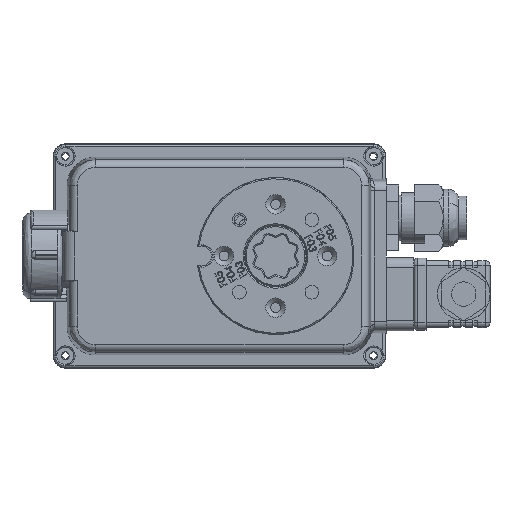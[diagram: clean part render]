
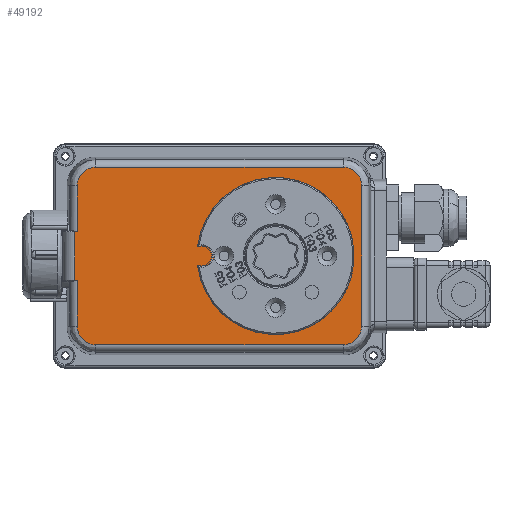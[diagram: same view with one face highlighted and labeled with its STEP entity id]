
A CAD part, front view. The second image highlights one B-rep face of the part: STEP entity #49192.
In plain terms, the highlighted planar face has unit normal (0, -1, 0).
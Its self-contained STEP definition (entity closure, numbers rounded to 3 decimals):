
#977=CIRCLE('',#56089,32.2);
#979=CIRCLE('',#56093,4.05);
#3984=B_SPLINE_CURVE_WITH_KNOTS('',3,(#107252,#107253,#107254,#107255,#107256,
#107257,#107258,#107259,#107260,#107261,#107262,#107263,#107264),
 .UNSPECIFIED.,.F.,.F.,(4,1,1,1,1,1,1,1,1,1,4),(0.,0.125,0.188,0.25,0.375,
0.5,0.625,0.75,0.813,0.875,1.),.UNSPECIFIED.);
#3985=B_SPLINE_CURVE_WITH_KNOTS('',3,(#107287,#107288,#107289,#107290,#107291,
#107292,#107293,#107294,#107295,#107296,#107297,#107298,#107299),
 .UNSPECIFIED.,.F.,.F.,(4,1,1,1,1,1,1,1,1,1,4),(0.,0.125,0.188,0.25,0.375,
0.5,0.625,0.75,0.813,0.875,1.),.UNSPECIFIED.);
#3986=B_SPLINE_CURVE_WITH_KNOTS('',3,(#107323,#107324,#107325,#107326,#107327,
#107328,#107329,#107330,#107331,#107332,#107333,#107334,#107335),
 .UNSPECIFIED.,.F.,.F.,(4,1,1,1,1,1,1,1,1,1,4),(0.,0.125,0.188,0.25,0.375,
0.5,0.625,0.75,0.813,0.875,1.),.UNSPECIFIED.);
#3995=B_SPLINE_CURVE_WITH_KNOTS('',3,(#107603,#107604,#107605,#107606,#107607,
#107608,#107609,#107610,#107611,#107612,#107613,#107614,#107615),
 .UNSPECIFIED.,.F.,.F.,(4,1,1,1,1,1,1,1,1,1,4),(0.,0.125,0.188,0.25,0.375,
0.5,0.625,0.75,0.813,0.875,1.),.UNSPECIFIED.);
#14987=ORIENTED_EDGE('',*,*,#24083,.T.);
#14988=ORIENTED_EDGE('',*,*,#24074,.T.);
#14989=ORIENTED_EDGE('',*,*,#24078,.T.);
#14990=ORIENTED_EDGE('',*,*,#24081,.T.);
#14991=ORIENTED_EDGE('',*,*,#24070,.T.);
#14992=ORIENTED_EDGE('',*,*,#24084,.T.);
#14993=ORIENTED_EDGE('',*,*,#23855,.T.);
#14994=ORIENTED_EDGE('',*,*,#24085,.T.);
#14995=ORIENTED_EDGE('',*,*,#24021,.T.);
#14996=ORIENTED_EDGE('',*,*,#24025,.T.);
#14997=ORIENTED_EDGE('',*,*,#24026,.T.);
#14998=ORIENTED_EDGE('',*,*,#24029,.T.);
#14999=ORIENTED_EDGE('',*,*,#24030,.T.);
#15000=ORIENTED_EDGE('',*,*,#24034,.T.);
#15001=ORIENTED_EDGE('',*,*,#24086,.T.);
#15002=ORIENTED_EDGE('',*,*,#24087,.T.);
#23855=EDGE_CURVE('',#32010,#32008,#37723,.F.);
#24021=EDGE_CURVE('',#32116,#32117,#37779,.T.);
#24025=EDGE_CURVE('',#32117,#32118,#3984,.T.);
#24026=EDGE_CURVE('',#32118,#32119,#37780,.T.);
#24029=EDGE_CURVE('',#32119,#32120,#3985,.T.);
#24030=EDGE_CURVE('',#32120,#32121,#37781,.T.);
#24034=EDGE_CURVE('',#32121,#32122,#3986,.T.);
#24070=EDGE_CURVE('',#32148,#32147,#37791,.T.);
#24074=EDGE_CURVE('',#32152,#32151,#977,.F.);
#24078=EDGE_CURVE('',#32151,#32154,#37796,.T.);
#24081=EDGE_CURVE('',#32154,#32156,#979,.T.);
#24083=EDGE_CURVE('',#32156,#32152,#37799,.T.);
#24084=EDGE_CURVE('',#32147,#32010,#37800,.T.);
#24085=EDGE_CURVE('',#32008,#32116,#37801,.T.);
#24086=EDGE_CURVE('',#32122,#32157,#37802,.T.);
#24087=EDGE_CURVE('',#32157,#32148,#3995,.T.);
#32008=VERTEX_POINT('',#105983);
#32010=VERTEX_POINT('',#105986);
#32116=VERTEX_POINT('',#107230);
#32117=VERTEX_POINT('',#107231);
#32118=VERTEX_POINT('',#107251);
#32119=VERTEX_POINT('',#107267);
#32120=VERTEX_POINT('',#107286);
#32121=VERTEX_POINT('',#107302);
#32122=VERTEX_POINT('',#107322);
#32147=VERTEX_POINT('',#107569);
#32148=VERTEX_POINT('',#107571);
#32151=VERTEX_POINT('',#107578);
#32152=VERTEX_POINT('',#107580);
#32154=VERTEX_POINT('',#107586);
#32156=VERTEX_POINT('',#107592);
#32157=VERTEX_POINT('',#107602);
#37723=LINE('',#105985,#43368);
#37779=LINE('',#107229,#43424);
#37780=LINE('',#107266,#43425);
#37781=LINE('',#107301,#43426);
#37791=LINE('',#107570,#43436);
#37796=LINE('',#107587,#43441);
#37799=LINE('',#107597,#43444);
#37800=LINE('',#107599,#43445);
#37801=LINE('',#107600,#43446);
#37802=LINE('',#107601,#43447);
#43368=VECTOR('',#64593,1000.);
#43424=VECTOR('',#64847,1000.);
#43425=VECTOR('',#64856,1000.);
#43426=VECTOR('',#64863,1000.);
#43436=VECTOR('',#64937,1000.);
#43441=VECTOR('',#64952,1000.);
#43444=VECTOR('',#64965,1000.);
#43445=VECTOR('',#64968,1000.);
#43446=VECTOR('',#64969,1000.);
#43447=VECTOR('',#64970,1000.);
#45278=EDGE_LOOP('',(#14987,#14988,#14989,#14990));
#45279=EDGE_LOOP('',(#14991,#14992,#14993,#14994,#14995,#14996,#14997,#14998,
#14999,#15000,#15001,#15002));
#47114=FACE_BOUND('',#45278,.T.);
#47115=FACE_BOUND('',#45279,.T.);
#47885=PLANE('',#56096);
#49192=ADVANCED_FACE('',(#47114,#47115),#47885,.T.);
#56089=AXIS2_PLACEMENT_3D('',#107579,#64945,#64946);
#56093=AXIS2_PLACEMENT_3D('',#107593,#64958,#64959);
#56096=AXIS2_PLACEMENT_3D('',#107598,#64966,#64967);
#64593=DIRECTION('',(0.,0.,1.));
#64847=DIRECTION('',(0.,0.,-1.));
#64856=DIRECTION('',(1.,0.,0.));
#64863=DIRECTION('',(0.,0.,1.));
#64937=DIRECTION('',(0.,0.,-1.));
#64945=DIRECTION('',(0.,-1.,0.));
#64946=DIRECTION('',(0.,0.,-1.));
#64952=DIRECTION('',(1.,0.,0.));
#64958=DIRECTION('',(0.,-1.,0.));
#64959=DIRECTION('',(0.,0.,-1.));
#64965=DIRECTION('',(-1.,0.,0.));
#64966=DIRECTION('',(0.,-1.,0.));
#64967=DIRECTION('',(0.,0.,-1.));
#64968=DIRECTION('',(-1.,0.,0.));
#64969=DIRECTION('',(1.,0.,0.));
#64970=DIRECTION('',(-1.,0.,0.));
#105983=CARTESIAN_POINT('',(-55.88,-40.616,-20.952));
#105985=CARTESIAN_POINT('',(-55.88,-40.616,-11.001));
#105986=CARTESIAN_POINT('',(-55.88,-40.616,-1.051));
#107229=CARTESIAN_POINT('',(-54.931,-40.616,-11.001));
#107230=CARTESIAN_POINT('',(-54.931,-40.616,-20.952));
#107231=CARTESIAN_POINT('',(-54.931,-40.616,-39.771));
#107251=CARTESIAN_POINT('',(-47.349,-40.616,-47.353));
#107252=CARTESIAN_POINT('',(-54.931,-40.616,-39.771));
#107253=CARTESIAN_POINT('',(-54.931,-40.616,-40.235));
#107254=CARTESIAN_POINT('',(-54.874,-40.616,-40.901));
#107255=CARTESIAN_POINT('',(-54.647,-40.616,-41.873));
#107256=CARTESIAN_POINT('',(-54.334,-40.616,-42.791));
#107257=CARTESIAN_POINT('',(-53.743,-40.616,-43.948));
#107258=CARTESIAN_POINT('',(-52.749,-40.616,-45.171));
#107259=CARTESIAN_POINT('',(-51.526,-40.616,-46.165));
#107260=CARTESIAN_POINT('',(-50.369,-40.616,-46.756));
#107261=CARTESIAN_POINT('',(-49.452,-40.616,-47.068));
#107262=CARTESIAN_POINT('',(-48.478,-40.616,-47.296));
#107263=CARTESIAN_POINT('',(-47.814,-40.616,-47.353));
#107264=CARTESIAN_POINT('',(-47.349,-40.616,-47.353));
#107266=CARTESIAN_POINT('',(2.851,-40.616,-47.353));
#107267=CARTESIAN_POINT('',(54.001,-40.616,-47.353));
#107286=CARTESIAN_POINT('',(61.582,-40.616,-39.771));
#107287=CARTESIAN_POINT('',(54.001,-40.616,-47.353));
#107288=CARTESIAN_POINT('',(54.464,-40.616,-47.353));
#107289=CARTESIAN_POINT('',(55.13,-40.616,-47.296));
#107290=CARTESIAN_POINT('',(56.102,-40.616,-47.069));
#107291=CARTESIAN_POINT('',(57.02,-40.616,-46.756));
#107292=CARTESIAN_POINT('',(58.177,-40.616,-46.165));
#107293=CARTESIAN_POINT('',(59.4,-40.616,-45.171));
#107294=CARTESIAN_POINT('',(60.394,-40.616,-43.948));
#107295=CARTESIAN_POINT('',(60.985,-40.616,-42.791));
#107296=CARTESIAN_POINT('',(61.298,-40.616,-41.874));
#107297=CARTESIAN_POINT('',(61.525,-40.616,-40.9));
#107298=CARTESIAN_POINT('',(61.582,-40.616,-40.236));
#107299=CARTESIAN_POINT('',(61.582,-40.616,-39.771));
#107301=CARTESIAN_POINT('',(61.582,-40.616,-11.001));
#107302=CARTESIAN_POINT('',(61.582,-40.616,17.769));
#107322=CARTESIAN_POINT('',(54.001,-40.616,25.35));
#107323=CARTESIAN_POINT('',(61.582,-40.616,17.769));
#107324=CARTESIAN_POINT('',(61.582,-40.616,18.232));
#107325=CARTESIAN_POINT('',(61.525,-40.616,18.898));
#107326=CARTESIAN_POINT('',(61.298,-40.616,19.87));
#107327=CARTESIAN_POINT('',(60.985,-40.616,20.788));
#107328=CARTESIAN_POINT('',(60.394,-40.616,21.945));
#107329=CARTESIAN_POINT('',(59.4,-40.616,23.168));
#107330=CARTESIAN_POINT('',(58.177,-40.616,24.162));
#107331=CARTESIAN_POINT('',(57.02,-40.616,24.753));
#107332=CARTESIAN_POINT('',(56.103,-40.616,25.066));
#107333=CARTESIAN_POINT('',(55.13,-40.616,25.293));
#107334=CARTESIAN_POINT('',(54.465,-40.616,25.35));
#107335=CARTESIAN_POINT('',(54.001,-40.616,25.35));
#107569=CARTESIAN_POINT('',(-54.931,-40.616,-1.051));
#107570=CARTESIAN_POINT('',(-54.931,-40.616,-11.001));
#107571=CARTESIAN_POINT('',(-54.931,-40.616,17.769));
#107578=CARTESIAN_POINT('',(-5.619,-40.616,-15.051));
#107579=CARTESIAN_POINT('',(26.326,-40.616,-11.001));
#107580=CARTESIAN_POINT('',(-5.619,-40.616,-6.951));
#107586=CARTESIAN_POINT('',(-2.924,-40.616,-15.051));
#107587=CARTESIAN_POINT('',(2.851,-40.616,-15.051));
#107592=CARTESIAN_POINT('',(-2.924,-40.616,-6.951));
#107593=CARTESIAN_POINT('',(-2.924,-40.616,-11.001));
#107597=CARTESIAN_POINT('',(2.851,-40.616,-6.951));
#107598=CARTESIAN_POINT('',(-55.88,-40.616,25.35));
#107599=CARTESIAN_POINT('',(2.851,-40.616,-1.051));
#107600=CARTESIAN_POINT('',(2.851,-40.616,-20.952));
#107601=CARTESIAN_POINT('',(2.851,-40.616,25.35));
#107602=CARTESIAN_POINT('',(-47.349,-40.616,25.35));
#107603=CARTESIAN_POINT('',(-47.349,-40.616,25.35));
#107604=CARTESIAN_POINT('',(-47.813,-40.616,25.35));
#107605=CARTESIAN_POINT('',(-48.479,-40.616,25.293));
#107606=CARTESIAN_POINT('',(-49.451,-40.616,25.066));
#107607=CARTESIAN_POINT('',(-50.369,-40.616,24.753));
#107608=CARTESIAN_POINT('',(-51.526,-40.616,24.162));
#107609=CARTESIAN_POINT('',(-52.749,-40.616,23.168));
#107610=CARTESIAN_POINT('',(-53.743,-40.616,21.945));
#107611=CARTESIAN_POINT('',(-54.334,-40.616,20.788));
#107612=CARTESIAN_POINT('',(-54.647,-40.616,19.871));
#107613=CARTESIAN_POINT('',(-54.874,-40.616,18.898));
#107614=CARTESIAN_POINT('',(-54.931,-40.616,18.233));
#107615=CARTESIAN_POINT('',(-54.931,-40.616,17.769));
